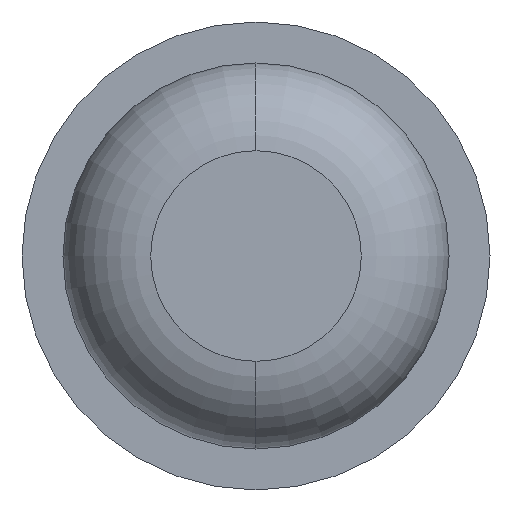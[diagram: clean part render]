
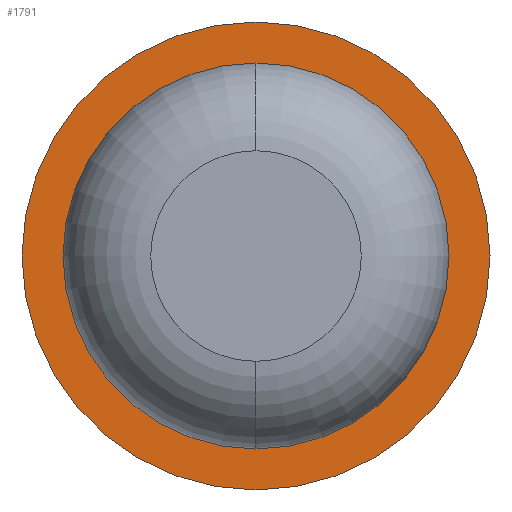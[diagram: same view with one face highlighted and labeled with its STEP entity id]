
A CAD part, front view. The second image highlights one B-rep face of the part: STEP entity #1791.
In plain terms, the highlighted planar face has unit normal (0, -1, 0).
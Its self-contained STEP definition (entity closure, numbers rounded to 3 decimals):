
#25 = AXIS2_PLACEMENT_3D ( 'NONE', #775, #3794, #1709 ) ;
#42 = DIRECTION ( 'NONE',  ( 0., 1., 0. ) ) ;
#212 = ORIENTED_EDGE ( 'NONE', *, *, #4176, .F. ) ;
#327 = ORIENTED_EDGE ( 'NONE', *, *, #3316, .T. ) ;
#433 = CARTESIAN_POINT ( 'NONE',  ( 0., -8., 0. ) ) ;
#657 = AXIS2_PLACEMENT_3D ( 'NONE', #433, #1285, #4326 ) ;
#775 = CARTESIAN_POINT ( 'NONE',  ( 0., -8., 0. ) ) ;
#954 = CARTESIAN_POINT ( 'NONE',  ( 0., -8., 0.825 ) ) ;
#1056 = VERTEX_POINT ( 'NONE', #954 ) ;
#1152 = CARTESIAN_POINT ( 'NONE',  ( 0., -8., -0.825 ) ) ;
#1285 = DIRECTION ( 'NONE',  ( 0., 1., 0. ) ) ;
#1318 = FACE_OUTER_BOUND ( 'NONE', #2815, .T. ) ;
#1336 = VERTEX_POINT ( 'NONE', #5398 ) ;
#1341 = EDGE_CURVE ( 'Defeature ausgef�hrt1_6+Defeature ausgef�hrt1_5+Defeature ausgef�hrt1_5+Defeature ausgef�hrt1_5', #2433, #1336, #1600, .T. ) ;
#1600 = CIRCLE ( 'NONE', #25, 1. ) ;
#1709 = DIRECTION ( 'NONE',  ( -1., 0., 0. ) ) ;
#1791 = ADVANCED_FACE ( 'Defeature ausgef�hrt1_5', ( #1318, #5432 ), #3273, .F. ) ;
#2007 = ORIENTED_EDGE ( 'NONE', *, *, #4799, .T. ) ;
#2060 = CIRCLE ( 'NONE', #5546, 0.825 ) ;
#2316 = AXIS2_PLACEMENT_3D ( 'NONE', #4934, #3642, #2794 ) ;
#2433 = VERTEX_POINT ( 'NONE', #5494 ) ;
#2449 = CIRCLE ( 'NONE', #657, 0.825 ) ;
#2581 = ORIENTED_EDGE ( 'NONE', *, *, #1341, .F. ) ;
#2593 = DIRECTION ( 'NONE',  ( -1., 0., 0. ) ) ;
#2632 = CARTESIAN_POINT ( 'NONE',  ( 0., -8., 0. ) ) ;
#2638 = DIRECTION ( 'NONE',  ( 0., 1., 0. ) ) ;
#2794 = DIRECTION ( 'NONE',  ( -1., 0., 0. ) ) ;
#2815 = EDGE_LOOP ( 'NONE', ( #212, #2581 ) ) ;
#3273 = PLANE ( 'NONE',  #2316 ) ;
#3316 = EDGE_CURVE ( 'Defeature ausgef�hrt1_5+Defeature ausgef�hrt1_0+Defeature ausgef�hrt1_0+Defeature ausgef�hrt1_0', #1056, #5196, #2060, .T. ) ;
#3642 = DIRECTION ( 'NONE',  ( 0., 1., 0. ) ) ;
#3794 = DIRECTION ( 'NONE',  ( 0., 1., 0. ) ) ;
#4176 = EDGE_CURVE ( 'Defeature ausgef�hrt1_6+Defeature ausgef�hrt1_5+Defeature ausgef�hrt1_5+Defeature ausgef�hrt1_5', #1336, #2433, #5220, .T. ) ;
#4326 = DIRECTION ( 'NONE',  ( -1., 0., 0. ) ) ;
#4776 = AXIS2_PLACEMENT_3D ( 'NONE', #5230, #2638, #4905 ) ;
#4799 = EDGE_CURVE ( 'Defeature ausgef�hrt1_5+Defeature ausgef�hrt1_0+Defeature ausgef�hrt1_0+Defeature ausgef�hrt1_0', #5196, #1056, #2449, .T. ) ;
#4905 = DIRECTION ( 'NONE',  ( -1., 0., 0. ) ) ;
#4934 = CARTESIAN_POINT ( 'NONE',  ( 0.825, -8., 0. ) ) ;
#5196 = VERTEX_POINT ( 'NONE', #1152 ) ;
#5220 = CIRCLE ( 'NONE', #4776, 1. ) ;
#5230 = CARTESIAN_POINT ( 'NONE',  ( 0., -8., 0. ) ) ;
#5264 = EDGE_LOOP ( 'NONE', ( #327, #2007 ) ) ;
#5398 = CARTESIAN_POINT ( 'NONE',  ( -1., -8., 0. ) ) ;
#5432 = FACE_BOUND ( 'NONE', #5264, .T. ) ;
#5494 = CARTESIAN_POINT ( 'NONE',  ( 1., -8., 0. ) ) ;
#5546 = AXIS2_PLACEMENT_3D ( 'NONE', #2632, #42, #2593 ) ;
